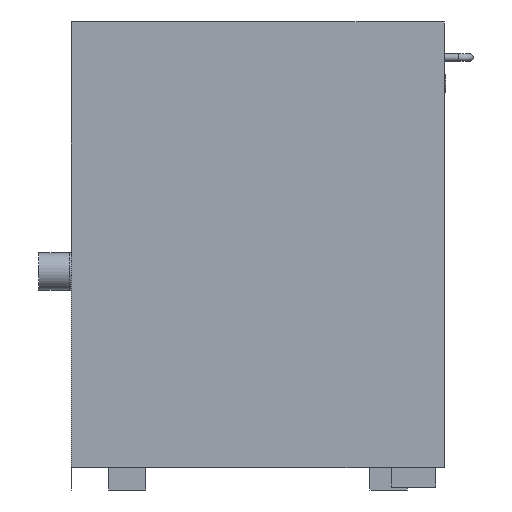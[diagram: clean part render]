
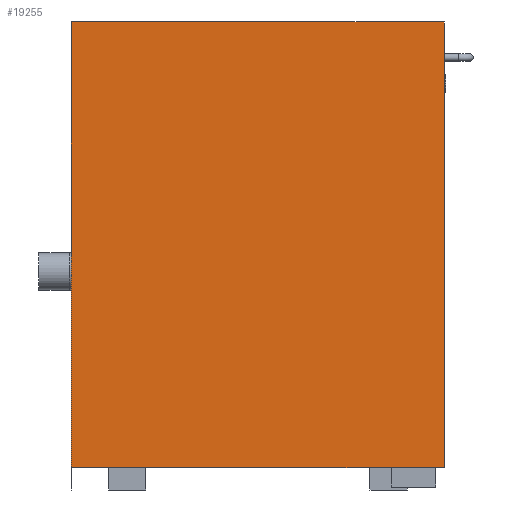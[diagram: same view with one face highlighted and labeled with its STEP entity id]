
A CAD part, left-side view. The second image highlights one B-rep face of the part: STEP entity #19255.
In plain terms, the highlighted planar face has unit normal (-1, 0, 0).
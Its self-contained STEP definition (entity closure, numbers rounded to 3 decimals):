
#2407=FACE_OUTER_BOUND('',#3481,.T.);
#3481=EDGE_LOOP('',(#13450,#13451,#13452,#13453,#13454,#13455));
#4723=LINE('',#25233,#6684);
#4725=LINE('',#25237,#6686);
#4820=LINE('',#25435,#6781);
#4872=LINE('',#25567,#6833);
#4873=LINE('',#25569,#6834);
#4874=LINE('',#25570,#6835);
#6684=VECTOR('',#21328,10.);
#6686=VECTOR('',#21332,10.);
#6781=VECTOR('',#21495,10.);
#6833=VECTOR('',#21629,10.);
#6834=VECTOR('',#21630,10.);
#6835=VECTOR('',#21631,10.);
#8643=VERTEX_POINT('',#25229);
#8644=VERTEX_POINT('',#25231);
#8645=VERTEX_POINT('',#25235);
#8714=VERTEX_POINT('',#25433);
#8753=VERTEX_POINT('',#25566);
#8754=VERTEX_POINT('',#25568);
#10463=EDGE_CURVE('',#8643,#8644,#4723,.T.);
#10465=EDGE_CURVE('',#8645,#8644,#4725,.T.);
#10562=EDGE_CURVE('',#8714,#8645,#4820,.T.);
#10622=EDGE_CURVE('',#8753,#8714,#4872,.T.);
#10623=EDGE_CURVE('',#8754,#8753,#4873,.T.);
#10624=EDGE_CURVE('',#8643,#8754,#4874,.T.);
#13450=ORIENTED_EDGE('',*,*,#10622,.F.);
#13451=ORIENTED_EDGE('',*,*,#10623,.F.);
#13452=ORIENTED_EDGE('',*,*,#10624,.F.);
#13453=ORIENTED_EDGE('',*,*,#10463,.T.);
#13454=ORIENTED_EDGE('',*,*,#10465,.F.);
#13455=ORIENTED_EDGE('',*,*,#10562,.F.);
#18550=PLANE('',#20422);
#19255=ADVANCED_FACE('',(#2407),#18550,.T.);
#20422=AXIS2_PLACEMENT_3D('',#25565,#21627,#21628);
#21328=DIRECTION('',(0.,-1.,0.));
#21332=DIRECTION('',(0.,0.,-1.));
#21495=DIRECTION('',(0.,1.,0.));
#21627=DIRECTION('center_axis',(-1.,0.,0.));
#21628=DIRECTION('ref_axis',(0.,-1.,0.));
#21629=DIRECTION('',(0.,0.,-1.));
#21630=DIRECTION('',(0.,-1.,0.));
#21631=DIRECTION('',(0.,0.,1.));
#25229=CARTESIAN_POINT('',(-551.,251.25,-330.44));
#25231=CARTESIAN_POINT('',(-551.,251.15,-330.44));
#25233=CARTESIAN_POINT('',(-551.,251.25,-330.44));
#25235=CARTESIAN_POINT('',(-551.,251.15,-300.44));
#25237=CARTESIAN_POINT('',(-551.,251.15,-330.44));
#25433=CARTESIAN_POINT('',(-551.,-251.25,-300.44));
#25435=CARTESIAN_POINT('',(-551.,251.25,-300.44));
#25565=CARTESIAN_POINT('Origin',(-551.,251.25,0.));
#25566=CARTESIAN_POINT('',(-551.,-251.25,300.44));
#25567=CARTESIAN_POINT('',(-551.,-251.25,0.));
#25568=CARTESIAN_POINT('',(-551.,251.25,300.44));
#25569=CARTESIAN_POINT('',(-551.,251.25,300.44));
#25570=CARTESIAN_POINT('',(-551.,251.25,0.));
